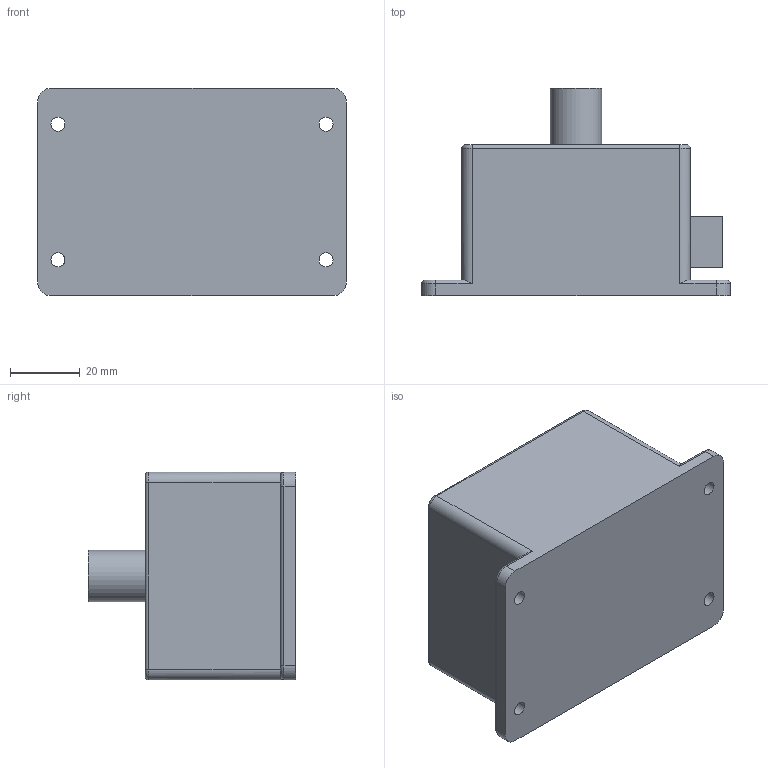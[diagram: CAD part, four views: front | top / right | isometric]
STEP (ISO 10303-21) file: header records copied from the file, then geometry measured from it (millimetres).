
FILE_DESCRIPTION( ( '' ), ' ' );
FILE_NAME( '5ed3276f9a1f740f8e4ccf9e.step', '2020-05-31T03:41:35', ( '' ), ( '' ), ' ', ' ', ' ' );
FILE_SCHEMA( ( 'AUTOMOTIVE_DESIGN { 1 0 10303 214 1 1 1 1 }' ) );
Length unit declared in the file: metre
Products named in the file (1): Dimmer
Bounding box: 88.5 x 59.5 x 59.5 mm (x, y, z)
Volume: 179013.7 mm3; surface area: 22612.6 mm2
Topology: 1 solids, 1 shells, 47 faces, 126 edges, 83 vertices
Faces by surface type: cylinder 23, plane 16, torus 8
Full cylindrical faces by diameter (mm): 4 x4, 14.8 x1
Entity records: 1937 total; most frequent: CARTESIAN_POINT 377, DIRECTION 248, ORIENTED_EDGE 234, EDGE_CURVE 117, AXIS2_PLACEMENT_3D 97, VERTEX_POINT 79, EDGE_LOOP 62, LINE 54
